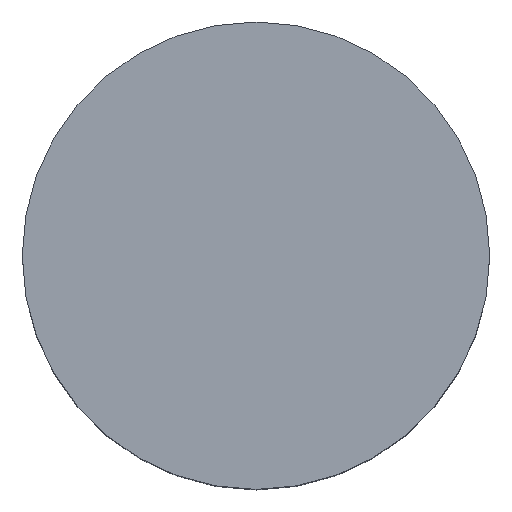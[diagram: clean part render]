
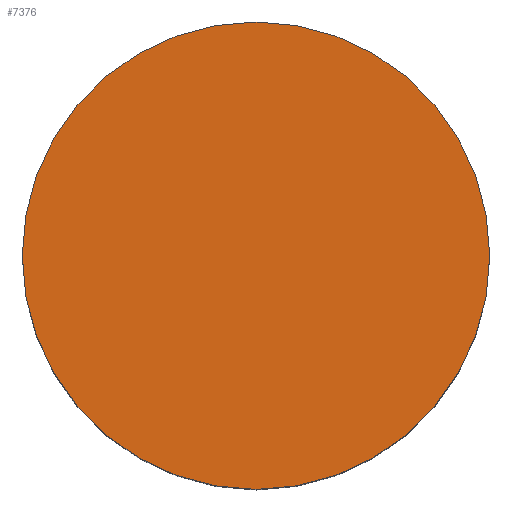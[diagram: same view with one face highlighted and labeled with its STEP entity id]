
A CAD part, top view. The second image highlights one B-rep face of the part: STEP entity #7376.
In plain terms, the highlighted planar face has unit normal (0, 0, 1).
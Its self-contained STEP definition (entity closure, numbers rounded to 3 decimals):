
#7376 = ADVANCED_FACE('',(#7377),#7390,.F.);
#7377 = FACE_BOUND('',#7378,.T.);
#7378 = EDGE_LOOP('',(#7379));
#7379 = ORIENTED_EDGE('',*,*,#7380,.F.);
#7380 = EDGE_CURVE('',#7381,#7381,#7383,.T.);
#7381 = VERTEX_POINT('',#7382);
#7382 = CARTESIAN_POINT('',(2000.,0.,2500.));
#7383 = SURFACE_CURVE('',#7384,(#7389,#7401),.PCURVE_S1.);
#7384 = CIRCLE('',#7385,2000.);
#7385 = AXIS2_PLACEMENT_3D('',#7386,#7387,#7388);
#7386 = CARTESIAN_POINT('',(0.,0.,2500.));
#7387 = DIRECTION('',(0.,0.,-1.));
#7388 = DIRECTION('',(1.,0.,0.));
#7389 = PCURVE('',#7390,#7395);
#7390 = PLANE('',#7391);
#7391 = AXIS2_PLACEMENT_3D('',#7392,#7393,#7394);
#7392 = CARTESIAN_POINT('',(0.,0.,2500.));
#7393 = DIRECTION('',(-0.,0.,-1.));
#7394 = DIRECTION('',(1.,0.,0.));
#7395 = DEFINITIONAL_REPRESENTATION('',(#7396),#7400);
#7396 = CIRCLE('',#7397,2000.);
#7397 = AXIS2_PLACEMENT_2D('',#7398,#7399);
#7398 = CARTESIAN_POINT('',(0.,0.));
#7399 = DIRECTION('',(1.,0.));
#7400 = ( GEOMETRIC_REPRESENTATION_CONTEXT(2) 
PARAMETRIC_REPRESENTATION_CONTEXT() REPRESENTATION_CONTEXT('2D SPACE',''
  ) );
#7401 = PCURVE('',#7402,#7407);
#7402 = CYLINDRICAL_SURFACE('',#7403,2000.);
#7403 = AXIS2_PLACEMENT_3D('',#7404,#7405,#7406);
#7404 = CARTESIAN_POINT('',(0.,0.,2500.));
#7405 = DIRECTION('',(-0.,0.,-1.));
#7406 = DIRECTION('',(1.,0.,0.));
#7407 = DEFINITIONAL_REPRESENTATION('',(#7408),#7412);
#7408 = LINE('',#7409,#7410);
#7409 = CARTESIAN_POINT('',(0.,0.));
#7410 = VECTOR('',#7411,1.);
#7411 = DIRECTION('',(1.,0.));
#7412 = ( GEOMETRIC_REPRESENTATION_CONTEXT(2) 
PARAMETRIC_REPRESENTATION_CONTEXT() REPRESENTATION_CONTEXT('2D SPACE',''
  ) );
